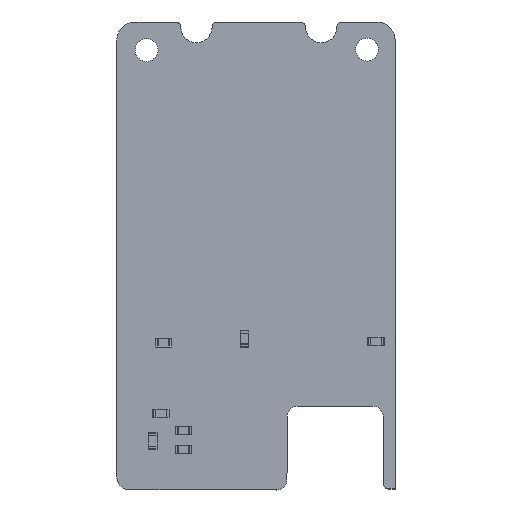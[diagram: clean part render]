
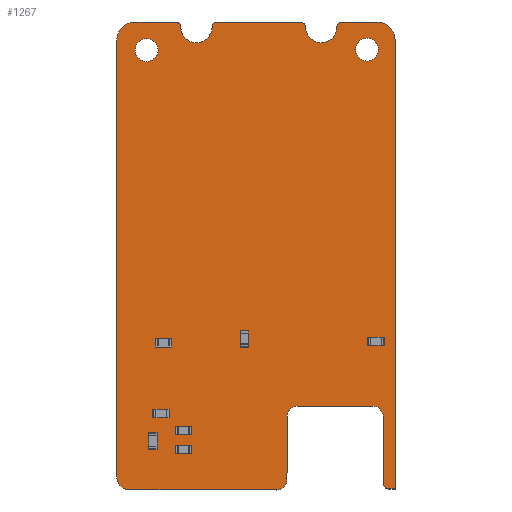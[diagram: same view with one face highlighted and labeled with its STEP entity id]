
A CAD part, top view. The second image highlights one B-rep face of the part: STEP entity #1267.
In plain terms, the highlighted planar face has unit normal (0, 0, 1).
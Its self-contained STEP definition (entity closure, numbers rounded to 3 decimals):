
#950 = VERTEX_POINT('',#951);
#951 = CARTESIAN_POINT('',(11.89,70.01,1.51));
#957 = EDGE_CURVE('',#950,#958,#960,.T.);
#958 = VERTEX_POINT('',#959);
#959 = CARTESIAN_POINT('',(12.39,69.516,1.51));
#960 = CIRCLE('',#961,0.5);
#961 = AXIS2_PLACEMENT_3D('',#962,#963,#964);
#962 = CARTESIAN_POINT('',(11.89,69.51,1.51));
#963 = DIRECTION('',(0.,0.,-1.));
#964 = DIRECTION('',(0.,1.,0.));
#992 = VERTEX_POINT('',#993);
#993 = CARTESIAN_POINT('',(3.89,70.01,1.51));
#999 = EDGE_CURVE('',#992,#950,#1000,.T.);
#1000 = LINE('',#1001,#1002);
#1001 = CARTESIAN_POINT('',(3.89,70.01,1.51));
#1002 = VECTOR('',#1003,1.);
#1003 = DIRECTION('',(1.,0.,0.));
#1021 = EDGE_CURVE('',#958,#1022,#1024,.T.);
#1022 = VERTEX_POINT('',#1023);
#1023 = CARTESIAN_POINT('',(15.39,69.51,1.51));
#1024 = CIRCLE('',#1025,1.5);
#1025 = AXIS2_PLACEMENT_3D('',#1026,#1027,#1028);
#1026 = CARTESIAN_POINT('',(13.89,69.51,1.51));
#1027 = DIRECTION('',(0.,0.,1.));
#1028 = DIRECTION('',(-1.,0.004,-0.));
#1267 = ADVANCED_FACE('',(#1268,#1458,#1469),#1480,.T.);
#1268 = FACE_BOUND('',#1269,.T.);
#1269 = EDGE_LOOP('',(#1270,#1271,#1272,#1281,#1290,#1299,#1307,#1316,
    #1324,#1333,#1341,#1349,#1358,#1366,#1375,#1383,#1392,#1400,#1409,
    #1417,#1425,#1433,#1442,#1450,#1457));
#1270 = ORIENTED_EDGE('',*,*,#957,.F.);
#1271 = ORIENTED_EDGE('',*,*,#999,.F.);
#1272 = ORIENTED_EDGE('',*,*,#1273,.F.);
#1273 = EDGE_CURVE('',#1274,#992,#1276,.T.);
#1274 = VERTEX_POINT('',#1275);
#1275 = CARTESIAN_POINT('',(3.39,69.51,1.51));
#1276 = CIRCLE('',#1277,0.5);
#1277 = AXIS2_PLACEMENT_3D('',#1278,#1279,#1280);
#1278 = CARTESIAN_POINT('',(3.89,69.51,1.51));
#1279 = DIRECTION('',(0.,0.,-1.));
#1280 = DIRECTION('',(-1.,0.,0.));
#1281 = ORIENTED_EDGE('',*,*,#1282,.F.);
#1282 = EDGE_CURVE('',#1283,#1274,#1285,.T.);
#1283 = VERTEX_POINT('',#1284);
#1284 = CARTESIAN_POINT('',(0.39,69.51,1.51));
#1285 = CIRCLE('',#1286,1.5);
#1286 = AXIS2_PLACEMENT_3D('',#1287,#1288,#1289);
#1287 = CARTESIAN_POINT('',(1.89,69.51,1.51));
#1288 = DIRECTION('',(0.,0.,1.));
#1289 = DIRECTION('',(-1.,0.,-0.));
#1290 = ORIENTED_EDGE('',*,*,#1291,.F.);
#1291 = EDGE_CURVE('',#1292,#1283,#1294,.T.);
#1292 = VERTEX_POINT('',#1293);
#1293 = CARTESIAN_POINT('',(-0.11,70.01,1.51));
#1294 = CIRCLE('',#1295,0.5);
#1295 = AXIS2_PLACEMENT_3D('',#1296,#1297,#1298);
#1296 = CARTESIAN_POINT('',(-0.11,69.51,1.51));
#1297 = DIRECTION('',(0.,0.,-1.));
#1298 = DIRECTION('',(0.,1.,0.));
#1299 = ORIENTED_EDGE('',*,*,#1300,.F.);
#1300 = EDGE_CURVE('',#1301,#1292,#1303,.T.);
#1301 = VERTEX_POINT('',#1302);
#1302 = CARTESIAN_POINT('',(-4.222,70.,1.51));
#1303 = LINE('',#1304,#1305);
#1304 = CARTESIAN_POINT('',(-4.222,70.,1.51));
#1305 = VECTOR('',#1306,1.);
#1306 = DIRECTION('',(1.,0.002,0.));
#1307 = ORIENTED_EDGE('',*,*,#1308,.F.);
#1308 = EDGE_CURVE('',#1309,#1301,#1311,.T.);
#1309 = VERTEX_POINT('',#1310);
#1310 = CARTESIAN_POINT('',(-5.763,68.263,1.51));
#1311 = CIRCLE('',#1312,1.75);
#1312 = AXIS2_PLACEMENT_3D('',#1313,#1314,#1315);
#1313 = CARTESIAN_POINT('',(-4.013,68.263,1.51));
#1314 = DIRECTION('',(0.,0.,-1.));
#1315 = DIRECTION('',(-1.,0.,0.));
#1316 = ORIENTED_EDGE('',*,*,#1317,.F.);
#1317 = EDGE_CURVE('',#1318,#1309,#1320,.T.);
#1318 = VERTEX_POINT('',#1319);
#1319 = CARTESIAN_POINT('',(-5.763,26.263,1.51));
#1320 = LINE('',#1321,#1322);
#1321 = CARTESIAN_POINT('',(-5.763,26.263,1.51));
#1322 = VECTOR('',#1323,1.);
#1323 = DIRECTION('',(0.,1.,0.));
#1324 = ORIENTED_EDGE('',*,*,#1325,.F.);
#1325 = EDGE_CURVE('',#1326,#1318,#1328,.T.);
#1326 = VERTEX_POINT('',#1327);
#1327 = CARTESIAN_POINT('',(-4.513,25.013,1.51));
#1328 = CIRCLE('',#1329,1.25);
#1329 = AXIS2_PLACEMENT_3D('',#1330,#1331,#1332);
#1330 = CARTESIAN_POINT('',(-4.512,26.263,1.51));
#1331 = DIRECTION('',(0.,0.,-1.));
#1332 = DIRECTION('',(0.,-1.,-0.));
#1333 = ORIENTED_EDGE('',*,*,#1334,.F.);
#1334 = EDGE_CURVE('',#1335,#1326,#1337,.T.);
#1335 = VERTEX_POINT('',#1336);
#1336 = CARTESIAN_POINT('',(-4.513,25.006,1.51));
#1337 = LINE('',#1338,#1339);
#1338 = CARTESIAN_POINT('',(-4.513,25.006,1.51));
#1339 = VECTOR('',#1340,1.);
#1340 = DIRECTION('',(0.,1.,0.));
#1341 = ORIENTED_EDGE('',*,*,#1342,.F.);
#1342 = EDGE_CURVE('',#1343,#1335,#1345,.T.);
#1343 = VERTEX_POINT('',#1344);
#1344 = CARTESIAN_POINT('',(9.596,25.005,1.51));
#1345 = LINE('',#1346,#1347);
#1346 = CARTESIAN_POINT('',(9.596,25.005,1.51));
#1347 = VECTOR('',#1348,1.);
#1348 = DIRECTION('',(-1.,0.,0.));
#1349 = ORIENTED_EDGE('',*,*,#1350,.F.);
#1350 = EDGE_CURVE('',#1351,#1343,#1353,.T.);
#1351 = VERTEX_POINT('',#1352);
#1352 = CARTESIAN_POINT('',(10.598,26.002,1.51));
#1353 = CIRCLE('',#1354,1.);
#1354 = AXIS2_PLACEMENT_3D('',#1355,#1356,#1357);
#1355 = CARTESIAN_POINT('',(9.598,26.005,1.51));
#1356 = DIRECTION('',(0.,0.,-1.));
#1357 = DIRECTION('',(1.,-0.003,0.));
#1358 = ORIENTED_EDGE('',*,*,#1359,.F.);
#1359 = EDGE_CURVE('',#1360,#1351,#1362,.T.);
#1360 = VERTEX_POINT('',#1361);
#1361 = CARTESIAN_POINT('',(10.615,32.052,1.51));
#1362 = LINE('',#1363,#1364);
#1363 = CARTESIAN_POINT('',(10.615,32.052,1.51));
#1364 = VECTOR('',#1365,1.);
#1365 = DIRECTION('',(-0.003,-1.,0.));
#1366 = ORIENTED_EDGE('',*,*,#1367,.F.);
#1367 = EDGE_CURVE('',#1368,#1360,#1370,.T.);
#1368 = VERTEX_POINT('',#1369);
#1369 = CARTESIAN_POINT('',(11.617,33.05,1.51));
#1370 = CIRCLE('',#1371,1.);
#1371 = AXIS2_PLACEMENT_3D('',#1372,#1373,#1374);
#1372 = CARTESIAN_POINT('',(11.615,32.05,1.51));
#1373 = DIRECTION('',(0.,0.,1.));
#1374 = DIRECTION('',(0.003,1.,-0.));
#1375 = ORIENTED_EDGE('',*,*,#1376,.F.);
#1376 = EDGE_CURVE('',#1377,#1368,#1379,.T.);
#1377 = VERTEX_POINT('',#1378);
#1378 = CARTESIAN_POINT('',(18.868,33.05,1.51));
#1379 = LINE('',#1380,#1381);
#1380 = CARTESIAN_POINT('',(18.868,33.05,1.51));
#1381 = VECTOR('',#1382,1.);
#1382 = DIRECTION('',(-1.,0.,0.));
#1383 = ORIENTED_EDGE('',*,*,#1384,.F.);
#1384 = EDGE_CURVE('',#1385,#1377,#1387,.T.);
#1385 = VERTEX_POINT('',#1386);
#1386 = CARTESIAN_POINT('',(19.863,32.044,1.51));
#1387 = CIRCLE('',#1388,1.);
#1388 = AXIS2_PLACEMENT_3D('',#1389,#1390,#1391);
#1389 = CARTESIAN_POINT('',(18.863,32.05,1.51));
#1390 = DIRECTION('',(0.,0.,1.));
#1391 = DIRECTION('',(1.,-0.005,0.));
#1392 = ORIENTED_EDGE('',*,*,#1393,.F.);
#1393 = EDGE_CURVE('',#1394,#1385,#1396,.T.);
#1394 = VERTEX_POINT('',#1395);
#1395 = CARTESIAN_POINT('',(19.892,25.6,1.51));
#1396 = LINE('',#1397,#1398);
#1397 = CARTESIAN_POINT('',(19.892,25.6,1.51));
#1398 = VECTOR('',#1399,1.);
#1399 = DIRECTION('',(-0.005,1.,0.));
#1400 = ORIENTED_EDGE('',*,*,#1401,.F.);
#1401 = EDGE_CURVE('',#1402,#1394,#1404,.T.);
#1402 = VERTEX_POINT('',#1403);
#1403 = CARTESIAN_POINT('',(20.396,25.1,1.51));
#1404 = CIRCLE('',#1405,0.5);
#1405 = AXIS2_PLACEMENT_3D('',#1406,#1407,#1408);
#1406 = CARTESIAN_POINT('',(20.392,25.6,1.51));
#1407 = DIRECTION('',(0.,0.,-1.));
#1408 = DIRECTION('',(0.007,-1.,0.));
#1409 = ORIENTED_EDGE('',*,*,#1410,.F.);
#1410 = EDGE_CURVE('',#1411,#1402,#1413,.T.);
#1411 = VERTEX_POINT('',#1412);
#1412 = CARTESIAN_POINT('',(21.,25.099,1.51));
#1413 = LINE('',#1414,#1415);
#1414 = CARTESIAN_POINT('',(21.,25.099,1.51));
#1415 = VECTOR('',#1416,1.);
#1416 = DIRECTION('',(-1.,0.002,0.));
#1417 = ORIENTED_EDGE('',*,*,#1418,.F.);
#1418 = EDGE_CURVE('',#1419,#1411,#1421,.T.);
#1419 = VERTEX_POINT('',#1420);
#1420 = CARTESIAN_POINT('',(21.,67.25,1.51));
#1421 = LINE('',#1422,#1423);
#1422 = CARTESIAN_POINT('',(21.,67.25,1.51));
#1423 = VECTOR('',#1424,1.);
#1424 = DIRECTION('',(0.,-1.,0.));
#1425 = ORIENTED_EDGE('',*,*,#1426,.F.);
#1426 = EDGE_CURVE('',#1427,#1419,#1429,.T.);
#1427 = VERTEX_POINT('',#1428);
#1428 = CARTESIAN_POINT('',(21.,68.25,1.51));
#1429 = LINE('',#1430,#1431);
#1430 = CARTESIAN_POINT('',(21.,68.25,1.51));
#1431 = VECTOR('',#1432,1.);
#1432 = DIRECTION('',(0.,-1.,0.));
#1433 = ORIENTED_EDGE('',*,*,#1434,.F.);
#1434 = EDGE_CURVE('',#1435,#1427,#1437,.T.);
#1435 = VERTEX_POINT('',#1436);
#1436 = CARTESIAN_POINT('',(19.25,70.,1.51));
#1437 = CIRCLE('',#1438,1.75);
#1438 = AXIS2_PLACEMENT_3D('',#1439,#1440,#1441);
#1439 = CARTESIAN_POINT('',(19.25,68.25,1.51));
#1440 = DIRECTION('',(0.,0.,-1.));
#1441 = DIRECTION('',(0.,1.,0.));
#1442 = ORIENTED_EDGE('',*,*,#1443,.F.);
#1443 = EDGE_CURVE('',#1444,#1435,#1446,.T.);
#1444 = VERTEX_POINT('',#1445);
#1445 = CARTESIAN_POINT('',(15.89,70.01,1.51));
#1446 = LINE('',#1447,#1448);
#1447 = CARTESIAN_POINT('',(15.89,70.01,1.51));
#1448 = VECTOR('',#1449,1.);
#1449 = DIRECTION('',(1.,-0.003,0.));
#1450 = ORIENTED_EDGE('',*,*,#1451,.F.);
#1451 = EDGE_CURVE('',#1022,#1444,#1452,.T.);
#1452 = CIRCLE('',#1453,0.5);
#1453 = AXIS2_PLACEMENT_3D('',#1454,#1455,#1456);
#1454 = CARTESIAN_POINT('',(15.89,69.51,1.51));
#1455 = DIRECTION('',(0.,0.,-1.));
#1456 = DIRECTION('',(-1.,0.,-0.));
#1457 = ORIENTED_EDGE('',*,*,#1021,.F.);
#1458 = FACE_BOUND('',#1459,.T.);
#1459 = EDGE_LOOP('',(#1460));
#1460 = ORIENTED_EDGE('',*,*,#1461,.T.);
#1461 = EDGE_CURVE('',#1462,#1462,#1464,.T.);
#1462 = VERTEX_POINT('',#1463);
#1463 = CARTESIAN_POINT('',(-2.9,66.2,1.51));
#1464 = CIRCLE('',#1465,1.1);
#1465 = AXIS2_PLACEMENT_3D('',#1466,#1467,#1468);
#1466 = CARTESIAN_POINT('',(-2.9,67.3,1.51));
#1467 = DIRECTION('',(-0.,0.,-1.));
#1468 = DIRECTION('',(-0.,-1.,0.));
#1469 = FACE_BOUND('',#1470,.T.);
#1470 = EDGE_LOOP('',(#1471));
#1471 = ORIENTED_EDGE('',*,*,#1472,.T.);
#1472 = EDGE_CURVE('',#1473,#1473,#1475,.T.);
#1473 = VERTEX_POINT('',#1474);
#1474 = CARTESIAN_POINT('',(18.3,66.25,1.51));
#1475 = CIRCLE('',#1476,1.1);
#1476 = AXIS2_PLACEMENT_3D('',#1477,#1478,#1479);
#1477 = CARTESIAN_POINT('',(18.3,67.35,1.51));
#1478 = DIRECTION('',(-0.,0.,-1.));
#1479 = DIRECTION('',(0.,-1.,-0.));
#1480 = PLANE('',#1481);
#1481 = AXIS2_PLACEMENT_3D('',#1482,#1483,#1484);
#1482 = CARTESIAN_POINT('',(0.,0.,1.51));
#1483 = DIRECTION('',(0.,0.,1.));
#1484 = DIRECTION('',(1.,0.,-0.));
